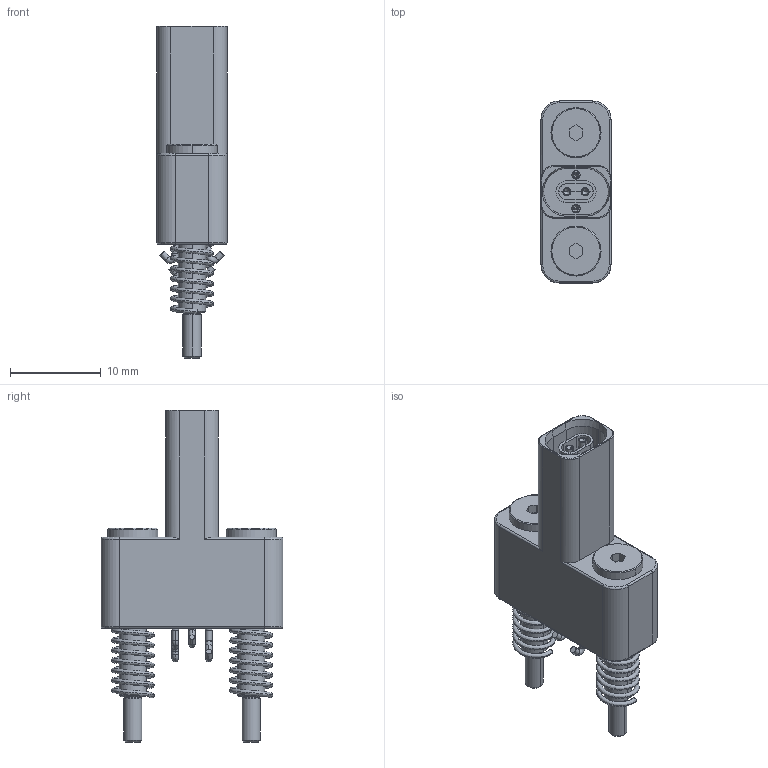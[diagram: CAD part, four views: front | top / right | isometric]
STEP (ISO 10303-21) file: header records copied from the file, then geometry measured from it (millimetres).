
FILE_DESCRIPTION (( 'STEP AP214' ), '1' );
FILE_NAME ('MOD-1054474-TC77_H-MTD-M 01 DR S.STEP', '2022-05-31T11:44:09', ( '' ), ( '' ), 'SwSTEP 2.0', 'SolidWorks 2020', '' );
FILE_SCHEMA (( 'AUTOMOTIVE_DESIGN' ));
Length unit declared in the file: millimetre
Products named in the file (1): MOD-1054474-TC77_H-MTD-M 01 DR S
Bounding box: 7.7 x 20 x 36.5 mm (x, y, z)
Volume: 2199.5 mm3; surface area: 1907.1 mm2
Topology: 1 solids, 3 shells, 441 faces, 1061 edges, 657 vertices
Faces by surface type: plane 207, cylinder 103, bspline 60, cone 37, torus 34
Entity records: 27115 total; most frequent: CARTESIAN_POINT 14486, ORIENTED_EDGE 2110, DIRECTION 1859, EDGE_CURVE 1055, VERTEX_POINT 657, AXIS2_PLACEMENT_3D 642, VECTOR 575, LINE 575
